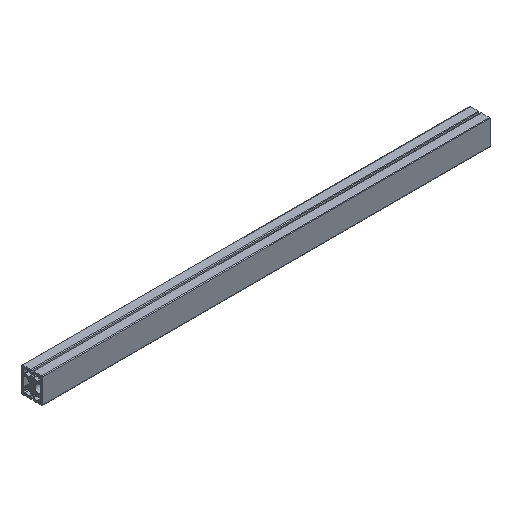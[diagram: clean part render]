
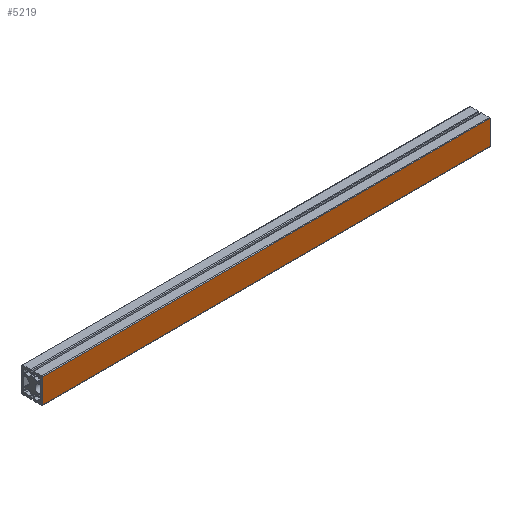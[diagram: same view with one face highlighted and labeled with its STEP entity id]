
A CAD part, isometric view. The second image highlights one B-rep face of the part: STEP entity #5219.
In plain terms, the highlighted planar face has unit normal (0, -1, 0).
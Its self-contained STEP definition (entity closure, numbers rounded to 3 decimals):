
#4691 = PLANE('',#4692);
#4692 = AXIS2_PLACEMENT_3D('',#4693,#4694,#4695);
#4693 = CARTESIAN_POINT('',(54.,-13.17,-7.55));
#4694 = DIRECTION('',(-1.,0.,0.));
#4695 = DIRECTION('',(0.,0.,1.));
#4746 = PLANE('',#4747);
#4747 = AXIS2_PLACEMENT_3D('',#4748,#4749,#4750);
#4748 = CARTESIAN_POINT('',(404.,-13.17,-7.55));
#4749 = DIRECTION('',(-1.,0.,0.));
#4750 = DIRECTION('',(0.,0.,1.));
#5109 = CYLINDRICAL_SURFACE('',#5110,0.5);
#5110 = AXIS2_PLACEMENT_3D('',#5111,#5112,#5113);
#5111 = CARTESIAN_POINT('',(404.,-15.3,-9.5));
#5112 = DIRECTION('',(1.,0.,0.));
#5113 = DIRECTION('',(-0.,0.,1.));
#5147 = VERTEX_POINT('',#5148);
#5148 = CARTESIAN_POINT('',(54.,-15.8,-9.5));
#5170 = EDGE_CURVE('',#5171,#5147,#5173,.T.);
#5171 = VERTEX_POINT('',#5172);
#5172 = CARTESIAN_POINT('',(404.,-15.8,-9.5));
#5173 = SURFACE_CURVE('',#5174,(#5178,#5185),.PCURVE_S1.);
#5174 = LINE('',#5175,#5176);
#5175 = CARTESIAN_POINT('',(404.,-15.8,-9.5));
#5176 = VECTOR('',#5177,1.);
#5177 = DIRECTION('',(-1.,0.,0.));
#5178 = PCURVE('',#5109,#5179);
#5179 = DEFINITIONAL_REPRESENTATION('',(#5180),#5184);
#5180 = LINE('',#5181,#5182);
#5181 = CARTESIAN_POINT('',(-4.712,0.));
#5182 = VECTOR('',#5183,1.);
#5183 = DIRECTION('',(-0.,-1.));
#5184 = ( GEOMETRIC_REPRESENTATION_CONTEXT(2) 
PARAMETRIC_REPRESENTATION_CONTEXT() REPRESENTATION_CONTEXT('2D SPACE',''
  ) );
#5185 = PCURVE('',#5186,#5191);
#5186 = PLANE('',#5187);
#5187 = AXIS2_PLACEMENT_3D('',#5188,#5189,#5190);
#5188 = CARTESIAN_POINT('',(404.,-15.8,-9.5));
#5189 = DIRECTION('',(0.,1.,0.));
#5190 = DIRECTION('',(0.,0.,1.));
#5191 = DEFINITIONAL_REPRESENTATION('',(#5192),#5196);
#5192 = LINE('',#5193,#5194);
#5193 = CARTESIAN_POINT('',(0.,0.));
#5194 = VECTOR('',#5195,1.);
#5195 = DIRECTION('',(0.,-1.));
#5196 = ( GEOMETRIC_REPRESENTATION_CONTEXT(2) 
PARAMETRIC_REPRESENTATION_CONTEXT() REPRESENTATION_CONTEXT('2D SPACE',''
  ) );
#5219 = ADVANCED_FACE('',(#5220),#5186,.F.);
#5220 = FACE_BOUND('',#5221,.F.);
#5221 = EDGE_LOOP('',(#5222,#5223,#5246,#5274));
#5222 = ORIENTED_EDGE('',*,*,#5170,.T.);
#5223 = ORIENTED_EDGE('',*,*,#5224,.T.);
#5224 = EDGE_CURVE('',#5147,#5225,#5227,.T.);
#5225 = VERTEX_POINT('',#5226);
#5226 = CARTESIAN_POINT('',(54.,-15.8,9.5));
#5227 = SURFACE_CURVE('',#5228,(#5232,#5239),.PCURVE_S1.);
#5228 = LINE('',#5229,#5230);
#5229 = CARTESIAN_POINT('',(54.,-15.8,-9.5));
#5230 = VECTOR('',#5231,1.);
#5231 = DIRECTION('',(0.,0.,1.));
#5232 = PCURVE('',#5186,#5233);
#5233 = DEFINITIONAL_REPRESENTATION('',(#5234),#5238);
#5234 = LINE('',#5235,#5236);
#5235 = CARTESIAN_POINT('',(0.,-350.));
#5236 = VECTOR('',#5237,1.);
#5237 = DIRECTION('',(1.,0.));
#5238 = ( GEOMETRIC_REPRESENTATION_CONTEXT(2) 
PARAMETRIC_REPRESENTATION_CONTEXT() REPRESENTATION_CONTEXT('2D SPACE',''
  ) );
#5239 = PCURVE('',#4691,#5240);
#5240 = DEFINITIONAL_REPRESENTATION('',(#5241),#5245);
#5241 = LINE('',#5242,#5243);
#5242 = CARTESIAN_POINT('',(-1.95,-2.63));
#5243 = VECTOR('',#5244,1.);
#5244 = DIRECTION('',(1.,0.));
#5245 = ( GEOMETRIC_REPRESENTATION_CONTEXT(2) 
PARAMETRIC_REPRESENTATION_CONTEXT() REPRESENTATION_CONTEXT('2D SPACE',''
  ) );
#5246 = ORIENTED_EDGE('',*,*,#5247,.F.);
#5247 = EDGE_CURVE('',#5248,#5225,#5250,.T.);
#5248 = VERTEX_POINT('',#5249);
#5249 = CARTESIAN_POINT('',(404.,-15.8,9.5));
#5250 = SURFACE_CURVE('',#5251,(#5255,#5262),.PCURVE_S1.);
#5251 = LINE('',#5252,#5253);
#5252 = CARTESIAN_POINT('',(404.,-15.8,9.5));
#5253 = VECTOR('',#5254,1.);
#5254 = DIRECTION('',(-1.,0.,0.));
#5255 = PCURVE('',#5186,#5256);
#5256 = DEFINITIONAL_REPRESENTATION('',(#5257),#5261);
#5257 = LINE('',#5258,#5259);
#5258 = CARTESIAN_POINT('',(19.,0.));
#5259 = VECTOR('',#5260,1.);
#5260 = DIRECTION('',(0.,-1.));
#5261 = ( GEOMETRIC_REPRESENTATION_CONTEXT(2) 
PARAMETRIC_REPRESENTATION_CONTEXT() REPRESENTATION_CONTEXT('2D SPACE',''
  ) );
#5262 = PCURVE('',#5263,#5268);
#5263 = CYLINDRICAL_SURFACE('',#5264,0.5);
#5264 = AXIS2_PLACEMENT_3D('',#5265,#5266,#5267);
#5265 = CARTESIAN_POINT('',(404.,-15.3,9.5));
#5266 = DIRECTION('',(1.,0.,0.));
#5267 = DIRECTION('',(0.,0.,-1.));
#5268 = DEFINITIONAL_REPRESENTATION('',(#5269),#5273);
#5269 = LINE('',#5270,#5271);
#5270 = CARTESIAN_POINT('',(-1.571,0.));
#5271 = VECTOR('',#5272,1.);
#5272 = DIRECTION('',(-0.,-1.));
#5273 = ( GEOMETRIC_REPRESENTATION_CONTEXT(2) 
PARAMETRIC_REPRESENTATION_CONTEXT() REPRESENTATION_CONTEXT('2D SPACE',''
  ) );
#5274 = ORIENTED_EDGE('',*,*,#5275,.F.);
#5275 = EDGE_CURVE('',#5171,#5248,#5276,.T.);
#5276 = SURFACE_CURVE('',#5277,(#5281,#5288),.PCURVE_S1.);
#5277 = LINE('',#5278,#5279);
#5278 = CARTESIAN_POINT('',(404.,-15.8,-9.5));
#5279 = VECTOR('',#5280,1.);
#5280 = DIRECTION('',(0.,0.,1.));
#5281 = PCURVE('',#5186,#5282);
#5282 = DEFINITIONAL_REPRESENTATION('',(#5283),#5287);
#5283 = LINE('',#5284,#5285);
#5284 = CARTESIAN_POINT('',(0.,0.));
#5285 = VECTOR('',#5286,1.);
#5286 = DIRECTION('',(1.,0.));
#5287 = ( GEOMETRIC_REPRESENTATION_CONTEXT(2) 
PARAMETRIC_REPRESENTATION_CONTEXT() REPRESENTATION_CONTEXT('2D SPACE',''
  ) );
#5288 = PCURVE('',#4746,#5289);
#5289 = DEFINITIONAL_REPRESENTATION('',(#5290),#5294);
#5290 = LINE('',#5291,#5292);
#5291 = CARTESIAN_POINT('',(-1.95,-2.63));
#5292 = VECTOR('',#5293,1.);
#5293 = DIRECTION('',(1.,0.));
#5294 = ( GEOMETRIC_REPRESENTATION_CONTEXT(2) 
PARAMETRIC_REPRESENTATION_CONTEXT() REPRESENTATION_CONTEXT('2D SPACE',''
  ) );
